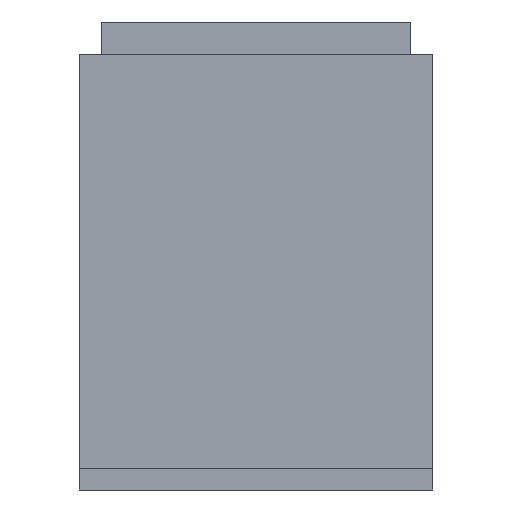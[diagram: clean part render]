
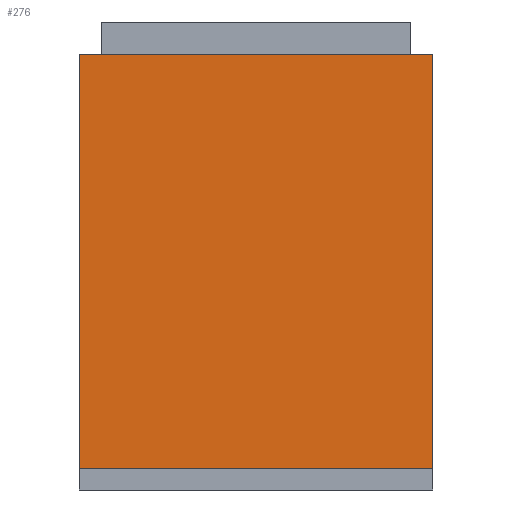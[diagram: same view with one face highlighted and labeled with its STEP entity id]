
A CAD part, left-side view. The second image highlights one B-rep face of the part: STEP entity #276.
In plain terms, the highlighted planar face has unit normal (-1, 0, 0).
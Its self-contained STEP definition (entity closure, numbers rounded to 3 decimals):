
#32=FACE_OUTER_BOUND('',#48,.T.);
#48=EDGE_LOOP('',(#213,#214,#215,#216));
#76=LINE('',#412,#108);
#77=LINE('',#415,#109);
#78=LINE('',#417,#110);
#79=LINE('',#418,#111);
#108=VECTOR('',#335,10.);
#109=VECTOR('',#338,9.756);
#110=VECTOR('',#339,10.);
#111=VECTOR('',#340,9.756);
#134=VERTEX_POINT('',#406);
#136=VERTEX_POINT('',#410);
#137=VERTEX_POINT('',#414);
#138=VERTEX_POINT('',#416);
#164=EDGE_CURVE('',#134,#136,#76,.T.);
#165=EDGE_CURVE('',#136,#137,#77,.T.);
#166=EDGE_CURVE('',#137,#138,#78,.T.);
#167=EDGE_CURVE('',#134,#138,#79,.T.);
#213=ORIENTED_EDGE('',*,*,#164,.T.);
#214=ORIENTED_EDGE('',*,*,#165,.T.);
#215=ORIENTED_EDGE('',*,*,#166,.T.);
#216=ORIENTED_EDGE('',*,*,#167,.F.);
#263=PLANE('',#293);
#276=ADVANCED_FACE('',(#32),#263,.T.);
#293=AXIS2_PLACEMENT_3D('',#413,#336,#337);
#335=DIRECTION('',(0.,1.,0.));
#336=DIRECTION('center_axis',(-1.,0.,0.));
#337=DIRECTION('ref_axis',(0.,0.,1.));
#338=DIRECTION('',(0.,0.,-1.));
#339=DIRECTION('',(0.,-1.,0.));
#340=DIRECTION('',(0.,0.,-1.));
#406=CARTESIAN_POINT('',(-90.,200.,-70.));
#410=CARTESIAN_POINT('',(-90.,281.5,-70.));
#412=CARTESIAN_POINT('',(-90.,220.375,-70.));
#413=CARTESIAN_POINT('Origin',(-90.,200.,-50.488));
#414=CARTESIAN_POINT('',(-90.,281.5,-165.61));
#415=CARTESIAN_POINT('',(-90.,281.5,-50.488));
#416=CARTESIAN_POINT('',(-90.,200.,-165.61));
#417=CARTESIAN_POINT('',(-90.,200.,-165.61));
#418=CARTESIAN_POINT('',(-90.,200.,-50.488));
